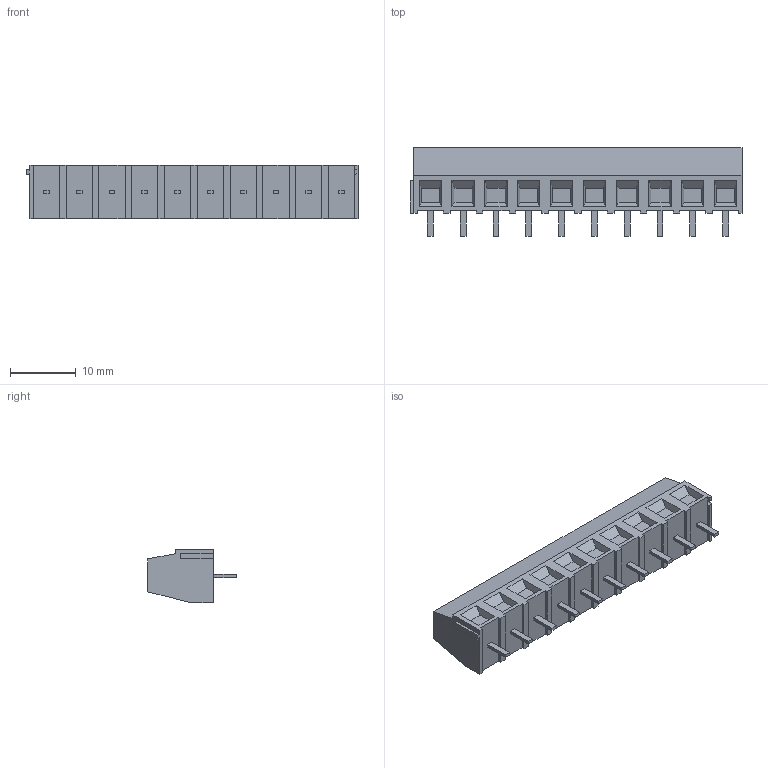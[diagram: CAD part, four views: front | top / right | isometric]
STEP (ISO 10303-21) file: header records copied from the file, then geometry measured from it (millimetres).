
FILE_DESCRIPTION((''),'2;1');
FILE_NAME('C-1-282836-0','2021-08-09T00:36:10',('workeradm'),('TE Connectivity Ltd.'),'CREO PARAMETRIC BY PTC INC, 2021072','CREO PARAMETRIC BY PTC INC, 2021072','');
FILE_SCHEMA(('AUTOMOTIVE_DESIGN { 1 0 10303 214 1 1 1 1 }'));
Length unit declared in the file: millimetre
Products named in the file (1): C-1-282836-0
Bounding box: 50.6 x 13.5 x 8.2 mm (x, y, z)
Volume: 3225.5 mm3; surface area: 2305.4 mm2
Topology: 1 solids, 1 shells, 279 faces, 742 edges, 496 vertices
Faces by surface type: plane 259, cylinder 20
Entity records: 8745 total; most frequent: CARTESIAN_POINT 1518, ORIENTED_EDGE 1482, DIRECTION 1382, EDGE_CURVE 741, VECTOR 662, LINE 662, VERTEX_POINT 494, AXIS2_PLACEMENT_3D 360
